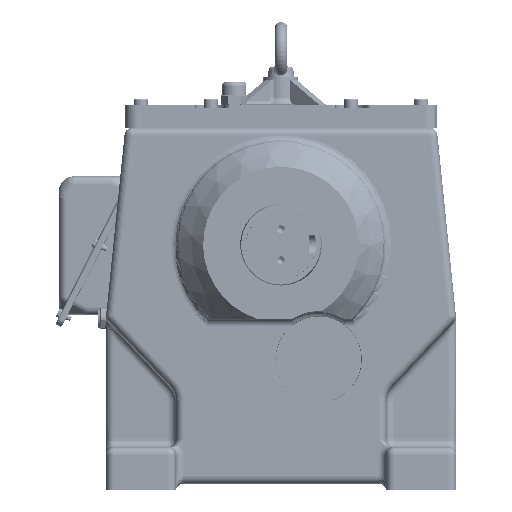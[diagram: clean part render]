
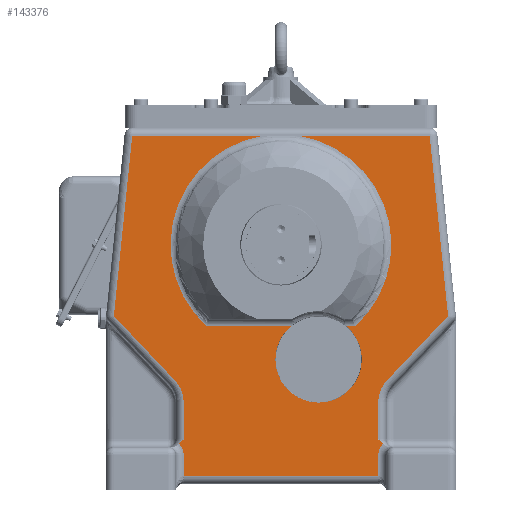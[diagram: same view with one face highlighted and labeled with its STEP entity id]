
A CAD part, left-side view. The second image highlights one B-rep face of the part: STEP entity #143376.
In plain terms, the highlighted planar face has unit normal (-1, 0, 0).
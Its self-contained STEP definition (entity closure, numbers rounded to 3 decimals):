
#5014=B_SPLINE_CURVE_WITH_KNOTS('',3,(#231443,#231444,#231445,#231446),
 .UNSPECIFIED.,.F.,.F.,(4,4),(0.012,0.02),
 .UNSPECIFIED.);
#5019=B_SPLINE_CURVE_WITH_KNOTS('',3,(#231524,#231525,#231526,#231527),
 .UNSPECIFIED.,.F.,.F.,(4,4),(0.012,0.02),
 .UNSPECIFIED.);
#7819=LINE('',#231450,#15855);
#7820=LINE('',#231458,#15856);
#7821=LINE('',#231473,#15857);
#7822=LINE('',#231497,#15858);
#7823=LINE('',#231512,#15859);
#7824=LINE('',#231520,#15860);
#7825=LINE('',#231541,#15861);
#7826=LINE('',#231543,#15862);
#7827=LINE('',#231545,#15863);
#7835=LINE('',#231658,#15871);
#7837=LINE('',#231667,#15873);
#7856=LINE('',#231781,#15892);
#7857=LINE('',#231783,#15893);
#15855=VECTOR('',#172982,1000.);
#15856=VECTOR('',#172993,1000.);
#15857=VECTOR('',#173002,1000.);
#15858=VECTOR('',#173005,1000.);
#15859=VECTOR('',#173014,1000.);
#15860=VECTOR('',#173025,1000.);
#15861=VECTOR('',#173038,1000.);
#15862=VECTOR('',#173041,1000.);
#15863=VECTOR('',#173044,1000.);
#15871=VECTOR('',#173110,1000.);
#15873=VECTOR('',#173118,1000.);
#15892=VECTOR('',#173201,1000.);
#15893=VECTOR('',#173204,1000.);
#22061=PLANE('',#152641);
#39882=ORIENTED_EDGE('',*,*,#65848,.T.);
#39883=ORIENTED_EDGE('',*,*,#65847,.T.);
#39884=ORIENTED_EDGE('',*,*,#65846,.T.);
#39885=ORIENTED_EDGE('',*,*,#65844,.T.);
#39886=ORIENTED_EDGE('',*,*,#65842,.T.);
#39887=ORIENTED_EDGE('',*,*,#65840,.T.);
#39888=ORIENTED_EDGE('',*,*,#65838,.T.);
#39889=ORIENTED_EDGE('',*,*,#65836,.T.);
#39890=ORIENTED_EDGE('',*,*,#65879,.T.);
#39891=ORIENTED_EDGE('',*,*,#65918,.T.);
#39892=ORIENTED_EDGE('',*,*,#65834,.T.);
#39893=ORIENTED_EDGE('',*,*,#65832,.T.);
#39894=ORIENTED_EDGE('',*,*,#65919,.F.);
#39895=ORIENTED_EDGE('',*,*,#65829,.T.);
#39896=ORIENTED_EDGE('',*,*,#65827,.T.);
#39897=ORIENTED_EDGE('',*,*,#65920,.T.);
#39898=ORIENTED_EDGE('',*,*,#65875,.T.);
#39899=ORIENTED_EDGE('',*,*,#65825,.T.);
#39900=ORIENTED_EDGE('',*,*,#65823,.T.);
#39901=ORIENTED_EDGE('',*,*,#65821,.T.);
#39902=ORIENTED_EDGE('',*,*,#65819,.T.);
#39903=ORIENTED_EDGE('',*,*,#65817,.T.);
#65817=EDGE_CURVE('',#79692,#79691,#88396,.T.);
#65819=EDGE_CURVE('',#79693,#79692,#5014,.F.);
#65821=EDGE_CURVE('',#79694,#79693,#7819,.T.);
#65823=EDGE_CURVE('',#79695,#79694,#88399,.T.);
#65825=EDGE_CURVE('',#79659,#79695,#7820,.T.);
#65827=EDGE_CURVE('',#79697,#79696,#88402,.T.);
#65829=EDGE_CURVE('',#79698,#79697,#7821,.F.);
#65832=EDGE_CURVE('',#79700,#79699,#7822,.F.);
#65834=EDGE_CURVE('',#79701,#79700,#88403,.T.);
#65836=EDGE_CURVE('',#79702,#79661,#7823,.F.);
#65838=EDGE_CURVE('',#79703,#79702,#88406,.T.);
#65840=EDGE_CURVE('',#79704,#79703,#7824,.F.);
#65842=EDGE_CURVE('',#79705,#79704,#5019,.T.);
#65844=EDGE_CURVE('',#79706,#79705,#88409,.T.);
#65846=EDGE_CURVE('',#79632,#79706,#7825,.F.);
#65847=EDGE_CURVE('',#79635,#79632,#7826,.F.);
#65848=EDGE_CURVE('',#79691,#79635,#7827,.F.);
#65875=EDGE_CURVE('',#79721,#79659,#7835,.F.);
#65879=EDGE_CURVE('',#79661,#79724,#7837,.F.);
#65918=EDGE_CURVE('',#79724,#79701,#7856,.F.);
#65919=EDGE_CURVE('',#79698,#79699,#88436,.T.);
#65920=EDGE_CURVE('',#79696,#79721,#7857,.F.);
#79632=VERTEX_POINT('',#230890);
#79635=VERTEX_POINT('',#230897);
#79659=VERTEX_POINT('',#231244);
#79661=VERTEX_POINT('',#231250);
#79691=VERTEX_POINT('',#231432);
#79692=VERTEX_POINT('',#231434);
#79693=VERTEX_POINT('',#231447);
#79694=VERTEX_POINT('',#231451);
#79695=VERTEX_POINT('',#231455);
#79696=VERTEX_POINT('',#231461);
#79697=VERTEX_POINT('',#231463);
#79698=VERTEX_POINT('',#231474);
#79699=VERTEX_POINT('',#231496);
#79700=VERTEX_POINT('',#231498);
#79701=VERTEX_POINT('',#231509);
#79702=VERTEX_POINT('',#231513);
#79703=VERTEX_POINT('',#231517);
#79704=VERTEX_POINT('',#231521);
#79705=VERTEX_POINT('',#231528);
#79706=VERTEX_POINT('',#231538);
#79721=VERTEX_POINT('',#231659);
#79724=VERTEX_POINT('',#231666);
#88396=CIRCLE('',#152547,20.);
#88399=CIRCLE('',#152553,40.);
#88402=CIRCLE('',#152558,141.798);
#88403=CIRCLE('',#152562,141.798);
#88406=CIRCLE('',#152567,40.);
#88409=CIRCLE('',#152573,20.);
#88436=CIRCLE('',#152642,55.536);
#95066=EDGE_LOOP('',(#39882,#39883,#39884,#39885,#39886,#39887,#39888,#39889,
#39890,#39891,#39892,#39893,#39894,#39895,#39896,#39897,#39898,#39899,#39900,
#39901,#39902,#39903));
#102985=FACE_BOUND('',#95066,.T.);
#143376=ADVANCED_FACE('',(#102985),#22061,.F.);
#152547=AXIS2_PLACEMENT_3D('',#231433,#172974,#172975);
#152553=AXIS2_PLACEMENT_3D('',#231454,#172987,#172988);
#152558=AXIS2_PLACEMENT_3D('',#231462,#172998,#172999);
#152562=AXIS2_PLACEMENT_3D('',#231508,#173008,#173009);
#152567=AXIS2_PLACEMENT_3D('',#231516,#173019,#173020);
#152573=AXIS2_PLACEMENT_3D('',#231537,#173032,#173033);
#152641=AXIS2_PLACEMENT_3D('',#231780,#173199,#173200);
#152642=AXIS2_PLACEMENT_3D('',#231782,#173202,#173203);
#172974=DIRECTION('',(1.,0.,0.));
#172975=DIRECTION('',(0.,1.,0.));
#172982=DIRECTION('',(0.,0.,-1.));
#172987=DIRECTION('',(1.,0.,0.));
#172988=DIRECTION('',(0.,1.,0.));
#172993=DIRECTION('',(0.,-0.688,-0.726));
#172998=DIRECTION('',(1.,0.,0.));
#172999=DIRECTION('',(0.,1.,0.));
#173002=DIRECTION('',(0.,-1.,0.));
#173005=DIRECTION('',(0.,-1.,0.));
#173008=DIRECTION('',(1.,0.,0.));
#173009=DIRECTION('',(0.,1.,0.));
#173014=DIRECTION('',(0.,0.688,-0.726));
#173019=DIRECTION('',(1.,0.,0.));
#173020=DIRECTION('',(0.,1.,0.));
#173025=DIRECTION('',(0.,0.,-1.));
#173032=DIRECTION('',(1.,0.,0.));
#173033=DIRECTION('',(0.,1.,0.));
#173038=DIRECTION('',(0.,0.,-1.));
#173041=DIRECTION('',(0.,1.,0.));
#173044=DIRECTION('',(0.,0.,1.));
#173110=DIRECTION('',(0.,-0.102,0.995));
#173118=DIRECTION('',(0.,-0.102,-0.995));
#173199=DIRECTION('',(1.,0.,0.));
#173200=DIRECTION('',(0.,1.,0.));
#173201=DIRECTION('',(0.,-1.,0.));
#173202=DIRECTION('',(-1.,0.,0.));
#173203=DIRECTION('',(0.,0.,1.));
#173204=DIRECTION('',(0.,-1.,0.));
#230890=CARTESIAN_POINT('',(47.,-125.,-297.));
#230897=CARTESIAN_POINT('',(47.,125.,-297.));
#231244=CARTESIAN_POINT('',(47.,214.586,-91.452));
#231250=CARTESIAN_POINT('',(47.,-214.586,-91.452));
#231432=CARTESIAN_POINT('',(47.,125.,-270.));
#231433=CARTESIAN_POINT('',(47.,145.,-270.));
#231434=CARTESIAN_POINT('',(47.,131.113,-255.608));
#231443=CARTESIAN_POINT('',(47.,131.113,-255.608));
#231444=CARTESIAN_POINT('',(47.,128.914,-253.915));
#231445=CARTESIAN_POINT('',(47.,126.947,-251.947));
#231446=CARTESIAN_POINT('',(47.,125.,-250.));
#231447=CARTESIAN_POINT('',(47.,125.,-250.));
#231450=CARTESIAN_POINT('',(47.,125.,-260.));
#231451=CARTESIAN_POINT('',(47.,125.,-201.954));
#231454=CARTESIAN_POINT('',(47.,165.,-201.954));
#231455=CARTESIAN_POINT('',(47.,135.962,-174.444));
#231458=CARTESIAN_POINT('',(47.,135.962,-174.444));
#231461=CARTESIAN_POINT('',(47.,22.509,140.));
#231462=CARTESIAN_POINT('',(47.,0.,0.));
#231463=CARTESIAN_POINT('',(47.,95.298,-105.));
#231473=CARTESIAN_POINT('',(47.,0.,-105.));
#231474=CARTESIAN_POINT('',(47.,-12.314,-105.));
#231496=CARTESIAN_POINT('',(47.,-84.356,-105.));
#231497=CARTESIAN_POINT('',(47.,0.,-105.));
#231498=CARTESIAN_POINT('',(47.,-95.298,-105.));
#231508=CARTESIAN_POINT('',(47.,0.,0.));
#231509=CARTESIAN_POINT('',(47.,-22.509,140.));
#231512=CARTESIAN_POINT('',(47.,-158.748,-150.393));
#231513=CARTESIAN_POINT('',(47.,-135.962,-174.444));
#231516=CARTESIAN_POINT('',(47.,-165.,-201.954));
#231517=CARTESIAN_POINT('',(47.,-125.,-201.954));
#231520=CARTESIAN_POINT('',(47.,-125.,0.));
#231521=CARTESIAN_POINT('',(47.,-125.,-250.));
#231524=CARTESIAN_POINT('',(47.,-131.113,-255.608));
#231525=CARTESIAN_POINT('',(47.,-128.914,-253.915));
#231526=CARTESIAN_POINT('',(47.,-126.947,-251.947));
#231527=CARTESIAN_POINT('',(47.,-125.,-250.));
#231528=CARTESIAN_POINT('',(47.,-131.113,-255.608));
#231537=CARTESIAN_POINT('',(47.,-145.,-270.));
#231538=CARTESIAN_POINT('',(47.,-125.,-270.));
#231541=CARTESIAN_POINT('',(47.,-125.,-270.));
#231543=CARTESIAN_POINT('',(47.,0.,-297.));
#231545=CARTESIAN_POINT('',(47.,125.,-315.));
#231658=CARTESIAN_POINT('',(47.,203.139,20.728));
#231659=CARTESIAN_POINT('',(47.,190.968,140.));
#231666=CARTESIAN_POINT('',(47.,-190.968,140.));
#231667=CARTESIAN_POINT('',(47.,-203.139,20.728));
#231780=CARTESIAN_POINT('',(47.,0.,0.));
#231781=CARTESIAN_POINT('',(47.,0.,140.));
#231782=CARTESIAN_POINT('',(47.,-48.335,-147.27));
#231783=CARTESIAN_POINT('',(47.,0.,140.));
